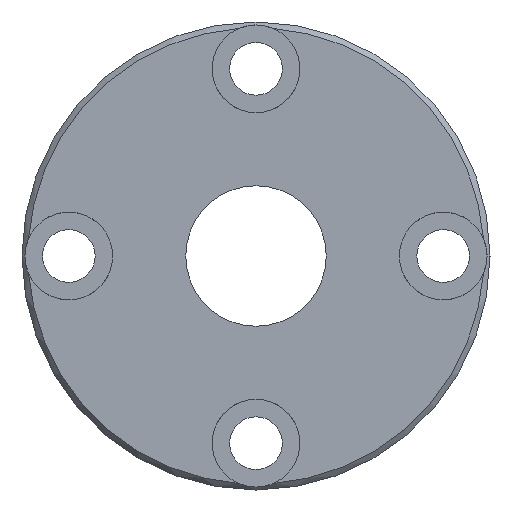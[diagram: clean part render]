
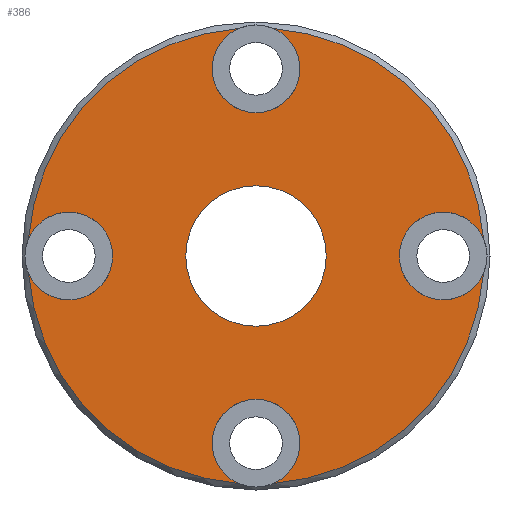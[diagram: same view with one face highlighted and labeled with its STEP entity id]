
A CAD part, left-side view. The second image highlights one B-rep face of the part: STEP entity #386.
In plain terms, the highlighted planar face has unit normal (-1, 0, 0).
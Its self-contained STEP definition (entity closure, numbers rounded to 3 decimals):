
#31=FACE_BOUND('',#102,.T.);
#38=PLANE('',#461);
#70=FACE_OUTER_BOUND('',#101,.T.);
#101=EDGE_LOOP('',(#351,#352,#353,#354,#355,#356,#357,#358,#359,#360,#361));
#102=EDGE_LOOP('',(#362));
#138=CIRCLE('',#418,19.5);
#139=CIRCLE('',#419,19.5);
#140=CIRCLE('',#420,19.5);
#141=CIRCLE('',#421,19.5);
#142=CIRCLE('',#423,3.75);
#144=CIRCLE('',#425,3.75);
#145=CIRCLE('',#427,3.75);
#147=CIRCLE('',#429,3.75);
#157=CIRCLE('',#444,3.75);
#162=CIRCLE('',#456,3.75);
#163=CIRCLE('',#457,3.75);
#164=CIRCLE('',#460,6.);
#173=VERTEX_POINT('',#611);
#174=VERTEX_POINT('',#618);
#175=VERTEX_POINT('',#620);
#176=VERTEX_POINT('',#631);
#177=VERTEX_POINT('',#633);
#178=VERTEX_POINT('',#644);
#180=VERTEX_POINT('',#653);
#181=VERTEX_POINT('',#660);
#182=VERTEX_POINT('',#669);
#184=VERTEX_POINT('',#676);
#199=VERTEX_POINT('',#727);
#200=VERTEX_POINT('',#734);
#212=EDGE_CURVE('',#173,#174,#138,.T.);
#214=EDGE_CURVE('',#175,#176,#139,.T.);
#216=EDGE_CURVE('',#177,#178,#140,.T.);
#219=EDGE_CURVE('',#180,#181,#141,.T.);
#221=EDGE_CURVE('',#182,#176,#142,.T.);
#224=EDGE_CURVE('',#177,#182,#144,.T.);
#225=EDGE_CURVE('',#184,#174,#145,.T.);
#228=EDGE_CURVE('',#175,#184,#147,.T.);
#241=EDGE_CURVE('',#180,#178,#157,.T.);
#249=EDGE_CURVE('',#199,#181,#162,.T.);
#251=EDGE_CURVE('',#173,#199,#163,.T.);
#254=EDGE_CURVE('',#200,#200,#164,.T.);
#351=ORIENTED_EDGE('',*,*,#216,.F.);
#352=ORIENTED_EDGE('',*,*,#224,.T.);
#353=ORIENTED_EDGE('',*,*,#221,.T.);
#354=ORIENTED_EDGE('',*,*,#214,.F.);
#355=ORIENTED_EDGE('',*,*,#228,.T.);
#356=ORIENTED_EDGE('',*,*,#225,.T.);
#357=ORIENTED_EDGE('',*,*,#212,.F.);
#358=ORIENTED_EDGE('',*,*,#251,.T.);
#359=ORIENTED_EDGE('',*,*,#249,.T.);
#360=ORIENTED_EDGE('',*,*,#219,.F.);
#361=ORIENTED_EDGE('',*,*,#241,.T.);
#362=ORIENTED_EDGE('',*,*,#254,.T.);
#386=ADVANCED_FACE('',(#70,#31),#38,.T.);
#418=AXIS2_PLACEMENT_3D('',#619,#489,#490);
#419=AXIS2_PLACEMENT_3D('',#632,#491,#492);
#420=AXIS2_PLACEMENT_3D('',#645,#493,#494);
#421=AXIS2_PLACEMENT_3D('',#661,#495,#496);
#423=AXIS2_PLACEMENT_3D('',#670,#499,#500);
#425=AXIS2_PLACEMENT_3D('',#674,#504,#505);
#427=AXIS2_PLACEMENT_3D('',#677,#508,#509);
#429=AXIS2_PLACEMENT_3D('',#681,#513,#514);
#444=AXIS2_PLACEMENT_3D('',#708,#546,#547);
#456=AXIS2_PLACEMENT_3D('',#728,#573,#574);
#457=AXIS2_PLACEMENT_3D('',#730,#576,#577);
#460=AXIS2_PLACEMENT_3D('',#736,#584,#585);
#461=AXIS2_PLACEMENT_3D('',#737,#586,#587);
#489=DIRECTION('center_axis',(1.,0.,0.));
#490=DIRECTION('ref_axis',(0.,-1.,0.));
#491=DIRECTION('center_axis',(1.,0.,0.));
#492=DIRECTION('ref_axis',(0.,-1.,0.));
#493=DIRECTION('center_axis',(1.,0.,0.));
#494=DIRECTION('ref_axis',(0.,-1.,0.));
#495=DIRECTION('center_axis',(1.,0.,0.));
#496=DIRECTION('ref_axis',(0.,-1.,0.));
#499=DIRECTION('center_axis',(1.,0.,0.));
#500=DIRECTION('ref_axis',(0.,0.,1.));
#504=DIRECTION('center_axis',(1.,0.,0.));
#505=DIRECTION('ref_axis',(0.,0.,1.));
#508=DIRECTION('center_axis',(1.,0.,0.));
#509=DIRECTION('ref_axis',(0.,0.,1.));
#513=DIRECTION('center_axis',(1.,0.,0.));
#514=DIRECTION('ref_axis',(0.,0.,1.));
#546=DIRECTION('center_axis',(1.,0.,0.));
#547=DIRECTION('ref_axis',(0.,0.,1.));
#573=DIRECTION('center_axis',(1.,0.,0.));
#574=DIRECTION('ref_axis',(0.,0.,1.));
#576=DIRECTION('center_axis',(1.,0.,0.));
#577=DIRECTION('ref_axis',(0.,0.,1.));
#584=DIRECTION('center_axis',(1.,0.,0.));
#585=DIRECTION('ref_axis',(0.,1.,0.));
#586=DIRECTION('center_axis',(-1.,0.,0.));
#587=DIRECTION('ref_axis',(0.,0.,1.));
#611=CARTESIAN_POINT('',(-30.5,19.443,1.485));
#618=CARTESIAN_POINT('',(-30.5,1.485,19.443));
#619=CARTESIAN_POINT('Origin',(-30.5,0.,0.));
#620=CARTESIAN_POINT('',(-30.5,-1.485,19.443));
#631=CARTESIAN_POINT('',(-30.5,-19.443,1.485));
#632=CARTESIAN_POINT('Origin',(-30.5,0.,0.));
#633=CARTESIAN_POINT('',(-30.5,-19.443,-1.485));
#644=CARTESIAN_POINT('',(-30.5,-1.485,-19.443));
#645=CARTESIAN_POINT('Origin',(-30.5,0.,0.));
#653=CARTESIAN_POINT('',(-30.5,1.485,-19.443));
#660=CARTESIAN_POINT('',(-30.5,19.443,-1.485));
#661=CARTESIAN_POINT('Origin',(-30.5,0.,0.));
#669=CARTESIAN_POINT('',(-30.5,-16.,-3.75));
#670=CARTESIAN_POINT('Origin',(-30.5,-16.,0.));
#674=CARTESIAN_POINT('Origin',(-30.5,-16.,0.));
#676=CARTESIAN_POINT('',(-30.5,0.,12.25));
#677=CARTESIAN_POINT('Origin',(-30.5,0.,16.));
#681=CARTESIAN_POINT('Origin',(-30.5,0.,16.));
#708=CARTESIAN_POINT('Origin',(-30.5,0.,-16.));
#727=CARTESIAN_POINT('',(-30.5,16.,-3.75));
#728=CARTESIAN_POINT('Origin',(-30.5,16.,0.));
#730=CARTESIAN_POINT('Origin',(-30.5,16.,0.));
#734=CARTESIAN_POINT('',(-30.5,-6.,0.));
#736=CARTESIAN_POINT('Origin',(-30.5,0.,0.));
#737=CARTESIAN_POINT('Origin',(-30.5,13.,0.));
